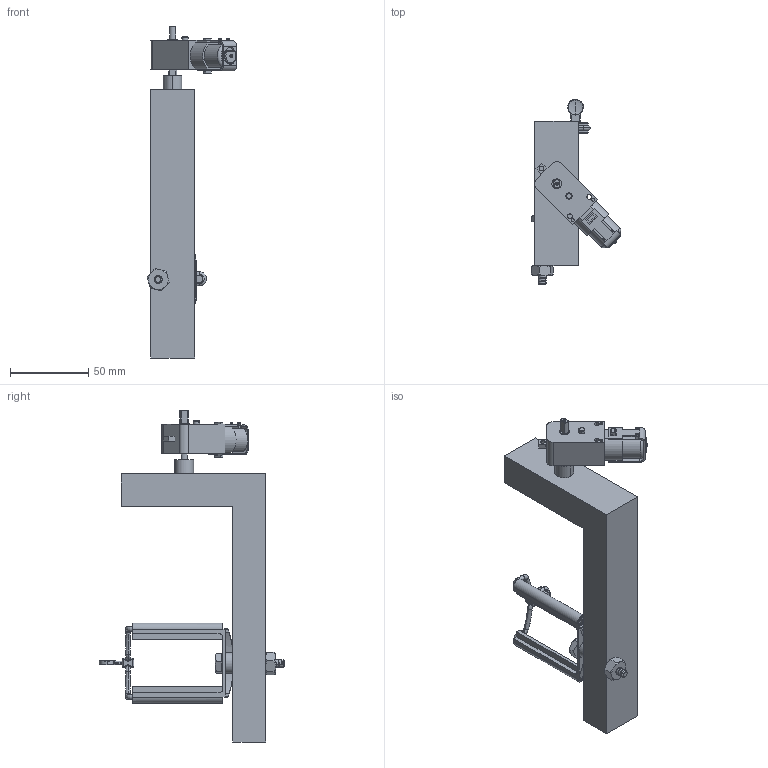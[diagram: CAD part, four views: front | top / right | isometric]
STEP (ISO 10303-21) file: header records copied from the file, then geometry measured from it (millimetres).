
FILE_DESCRIPTION (( 'STEP AP214' ), '1' );
FILE_NAME ('Ensamblaje Proyecto.STEP', '2020-09-22T17:57:19', ( '' ), ( '' ), 'SwSTEP 2.0', 'SolidWorks 2020', '' );
FILE_SCHEMA (( 'AUTOMOTIVE_DESIGN' ));
Length unit declared in the file: millimetre
Products named in the file (6): Tornillo; phone_holder; Sujeta Pinza; Tuerca; Hobby_GearMotor; Ensamblaje Proyecto
Assembly tree (5 placements, depth 2):
  Ensamblaje Proyecto
    Hobby_GearMotor
    phone_holder
    Tornillo
    Tuerca
    Sujeta Pinza
Bounding box: 57.29 x 118.12 x 211.64 mm (x, y, z)
Volume: 166640.1 mm3; surface area: 48278.6 mm2
Topology: 6 solids, 13 shells, 667 faces, 1596 edges, 972 vertices
Faces by surface type: bspline 334, plane 187, cylinder 116, torus 20, cone 8, sphere 2
Entity records: 31275 total; most frequent: CARTESIAN_POINT 18062, ORIENTED_EDGE 3180, EDGE_CURVE 1590, DIRECTION 1456, VERTEX_POINT 972, EDGE_LOOP 720, B_SPLINE_CURVE_WITH_KNOTS 701, FACE_OUTER_BOUND 667
